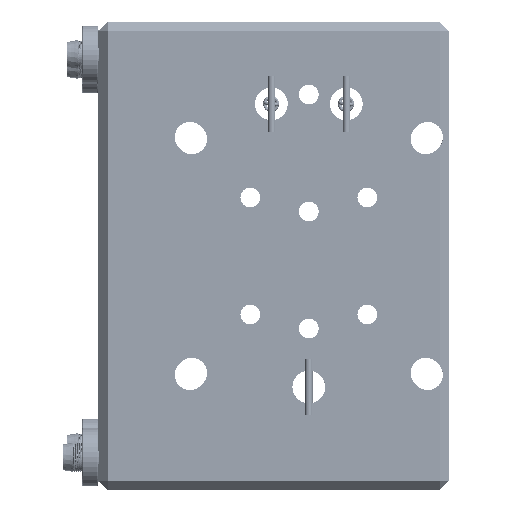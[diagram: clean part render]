
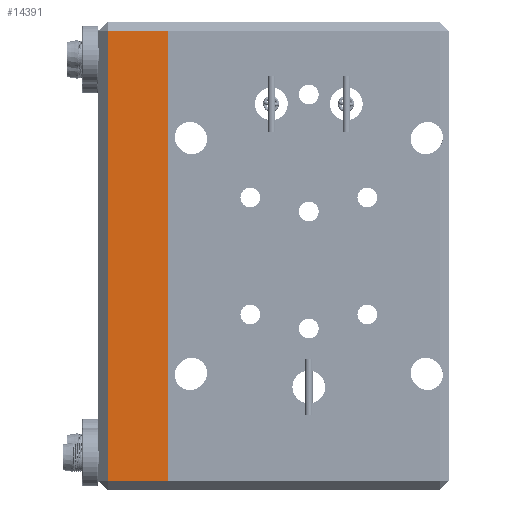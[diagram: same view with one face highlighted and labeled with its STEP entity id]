
A CAD part, front view. The second image highlights one B-rep face of the part: STEP entity #14391.
In plain terms, the highlighted planar face has unit normal (0, -1, 0).
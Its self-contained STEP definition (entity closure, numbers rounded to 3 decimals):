
#1434=PLANE('',#15727);
#1945=FACE_OUTER_BOUND('',#2771,.T.);
#2771=EDGE_LOOP('',(#11642,#11643,#11644,#11645));
#3699=LINE('',#22289,#4653);
#3749=LINE('',#22426,#4703);
#3799=LINE('',#22569,#4753);
#3807=LINE('',#22583,#4761);
#4653=VECTOR('',#18333,10.);
#4703=VECTOR('',#18471,10.);
#4753=VECTOR('',#18619,10.);
#4761=VECTOR('',#18635,10.);
#6179=VERTEX_POINT('',#22286);
#6180=VERTEX_POINT('',#22288);
#6222=VERTEX_POINT('',#22423);
#6223=VERTEX_POINT('',#22425);
#8082=EDGE_CURVE('',#6179,#6180,#3699,.T.);
#8151=EDGE_CURVE('',#6223,#6222,#3749,.T.);
#8224=EDGE_CURVE('',#6223,#6179,#3799,.T.);
#8232=EDGE_CURVE('',#6180,#6222,#3807,.T.);
#11642=ORIENTED_EDGE('',*,*,#8224,.F.);
#11643=ORIENTED_EDGE('',*,*,#8151,.T.);
#11644=ORIENTED_EDGE('',*,*,#8232,.F.);
#11645=ORIENTED_EDGE('',*,*,#8082,.F.);
#14391=ADVANCED_FACE('',(#1945),#1434,.T.);
#15727=AXIS2_PLACEMENT_3D('',#22625,#18697,#18698);
#18333=DIRECTION('',(0.,0.,1.));
#18471=DIRECTION('',(0.,0.,1.));
#18619=DIRECTION('',(-1.,0.,0.));
#18635=DIRECTION('',(1.,0.,0.));
#18697=DIRECTION('center_axis',(0.,-1.,0.));
#18698=DIRECTION('ref_axis',(0.,0.,1.));
#22286=CARTESIAN_POINT('',(-80.187,-11.759,-6.582));
#22288=CARTESIAN_POINT('',(-80.187,-11.759,89.418));
#22289=CARTESIAN_POINT('',(-80.187,-11.759,16.418));
#22423=CARTESIAN_POINT('',(-67.187,-11.759,89.418));
#22425=CARTESIAN_POINT('',(-67.187,-11.759,-6.582));
#22426=CARTESIAN_POINT('',(-67.187,-11.759,-8.582));
#22569=CARTESIAN_POINT('',(-67.187,-11.759,-6.582));
#22583=CARTESIAN_POINT('',(-67.187,-11.759,89.418));
#22625=CARTESIAN_POINT('Origin',(-67.187,-11.759,-8.582));
